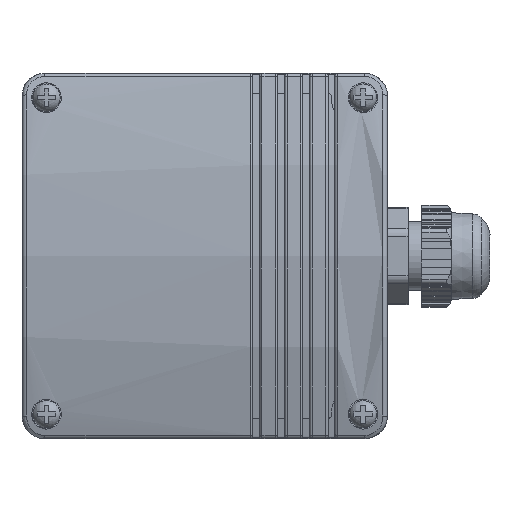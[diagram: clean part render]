
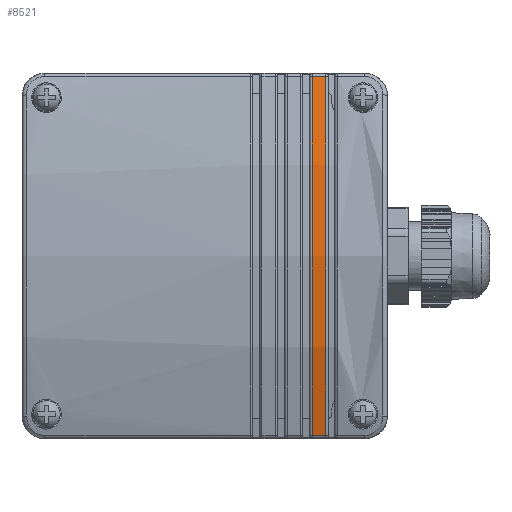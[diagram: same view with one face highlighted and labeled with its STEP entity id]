
A CAD part, top view. The second image highlights one B-rep face of the part: STEP entity #8521.
In plain terms, the highlighted cylindrical face has radius 135 mm (diameter 270 mm), a partial arc.
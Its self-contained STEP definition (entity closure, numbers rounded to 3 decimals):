
#8521=ADVANCED_FACE('',(#23112),#23114,.T.);
#23112=FACE_BOUND('',#23113,.T.);
#23113=EDGE_LOOP('',(#44302,#44303,#44304,#44305));
#23114=CYLINDRICAL_SURFACE('',#23115,135.);
#23115=AXIS2_PLACEMENT_3D('',#23116,#23117,#23118);
#23116=CARTESIAN_POINT('',(-39.998,-0.002,-120.));
#23117=DIRECTION('',(1.,0.,0.));
#23118=DIRECTION('',(0.,1.,0.));
#44302=ORIENTED_EDGE('',*,*,#48870,.T.);
#44303=ORIENTED_EDGE('',*,*,#49130,.T.);
#44304=ORIENTED_EDGE('',*,*,#48840,.T.);
#44305=ORIENTED_EDGE('',*,*,#49131,.T.);
#48840=EDGE_CURVE('',#54057,#54058,#54059,.T.);
#48870=EDGE_CURVE('',#54105,#54103,#54106,.T.);
#49130=EDGE_CURVE('',#54103,#54057,#54507,.T.);
#49131=EDGE_CURVE('',#54058,#54105,#54508,.T.);
#54057=VERTEX_POINT('',#72649);
#54058=VERTEX_POINT('',#72650);
#54059=LINE('',#72651,#72652);
#54103=VERTEX_POINT('',#72867);
#54105=VERTEX_POINT('',#72872);
#54106=LINE('',#72873,#72874);
#54507=CIRCLE('',#75022,135.);
#54508=CIRCLE('',#75026,135.);
#72649=CARTESIAN_POINT('',(26.502,39.29,9.156));
#72650=CARTESIAN_POINT('',(23.502,39.29,9.156));
#72651=CARTESIAN_POINT('',(26.502,39.29,9.156));
#72652=VECTOR('',#72653,1.);
#72653=DIRECTION('',(-1.,0.,0.));
#72867=CARTESIAN_POINT('',(26.502,-39.293,9.156));
#72872=CARTESIAN_POINT('',(23.502,-39.293,9.156));
#72873=CARTESIAN_POINT('',(23.502,-39.293,9.156));
#72874=VECTOR('',#72875,1.);
#72875=DIRECTION('',(1.,0.,0.));
#75022=AXIS2_PLACEMENT_3D('',#75023,#75024,#75025);
#75023=CARTESIAN_POINT('',(26.502,-0.002,-120.));
#75024=DIRECTION('',(-1.,0.,0.));
#75025=DIRECTION('',(0.,-0.291,0.957));
#75026=AXIS2_PLACEMENT_3D('',#75027,#75028,#75029);
#75027=CARTESIAN_POINT('',(23.502,-0.002,-120.));
#75028=DIRECTION('',(1.,0.,0.));
#75029=DIRECTION('',(0.,0.291,0.957));
